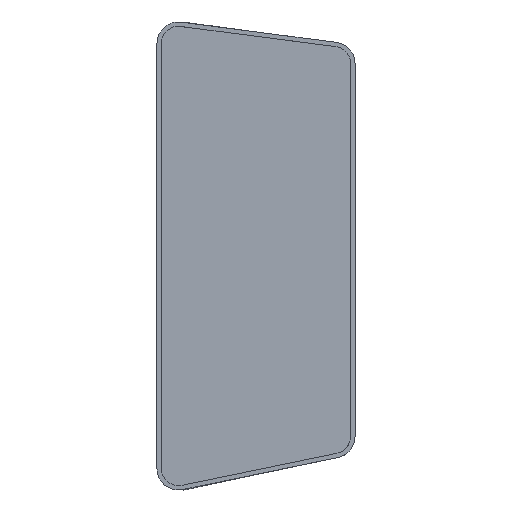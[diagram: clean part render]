
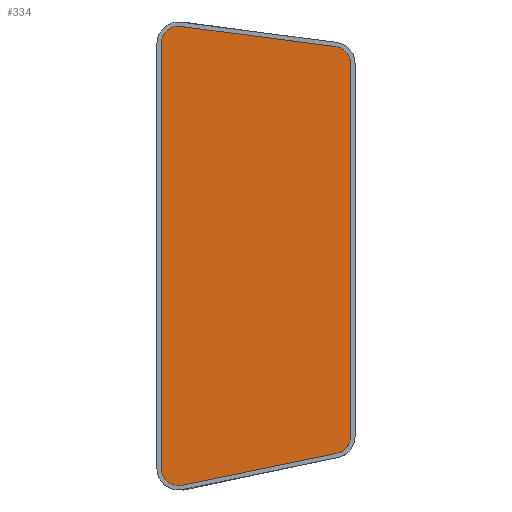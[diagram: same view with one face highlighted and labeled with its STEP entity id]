
A CAD part, top view. The second image highlights one B-rep face of the part: STEP entity #334.
In plain terms, the highlighted free-form (B-spline) face has degree [1, 1] with [2, 2] control points.
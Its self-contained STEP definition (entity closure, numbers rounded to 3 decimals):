
#19 = CARTESIAN_POINT ( 'NONE',  ( 27.582, 541.367, -5. ) ) ;
#53 = CARTESIAN_POINT ( 'NONE',  ( 207.995, 47.904, -5. ) ) ;
#69 = CARTESIAN_POINT ( 'NONE',  ( 29.031, 11.079, -5. ) ) ;
#91 = EDGE_LOOP ( 'NONE', ( #207, #2042, #2359, #737, #2453, #1023, #1179, #2737 ) ) ;
#144 = CARTESIAN_POINT ( 'NONE',  ( 223.964, 544.719, -5. ) ) ;
#207 = ORIENTED_EDGE ( 'NONE', *, *, #3196, .T. ) ;
#217 = CARTESIAN_POINT ( 'NONE',  ( 5., 521.534, -5. ) ) ;
#334 = ADVANCED_FACE ( 'NONE', ( #2083 ), #2676, .T. ) ;
#507 = CARTESIAN_POINT ( 'NONE',  ( 223.964, 498.233, -5. ) ) ;
#601 = CARTESIAN_POINT ( 'NONE',  ( 29.031, 11.079, -5. ) ) ;
#617 = CARTESIAN_POINT ( 'NONE',  ( 29.031, 11.079, -5. ) ) ;
#638 = VERTEX_POINT ( 'NONE', #1566 ) ;
#661 = EDGE_CURVE ( 'NONE', #1109, #2516, #1741, .T. ) ;
#701 = B_SPLINE_CURVE_WITH_KNOTS ( 'NONE', 1,
 ( #1539, #2259 ),
 .UNSPECIFIED., .F., .F.,
 ( 2, 2 ),
 ( 0., 1. ),
 .UNSPECIFIED. ) ;
#737 = ORIENTED_EDGE ( 'NONE', *, *, #1958, .F. ) ;
#775 = CARTESIAN_POINT ( 'NONE',  ( 223.964, 498.233, -5. ) ) ;
#800 = CARTESIAN_POINT ( 'NONE',  ( 207.995, 47.904, -5. ) ) ;
#859 = CARTESIAN_POINT ( 'NONE',  ( 27.582, 541.367, -5. ) ) ;
#879 = CARTESIAN_POINT ( 'NONE',  ( 206.547, 518.066, -5. ) ) ;
#896 = CARTESIAN_POINT ( 'NONE',  ( 5., 16.972, -5. ) ) ;
#902 = B_SPLINE_CURVE_WITH_KNOTS ( 'NONE', 1,
 ( #217, #1213 ),
 .UNSPECIFIED., .F., .F.,
 ( 2, 2 ),
 ( 0., 1. ),
 .UNSPECIFIED. ) ;
#1023 = ORIENTED_EDGE ( 'NONE', *, *, #1234, .F. ) ;
#1109 = VERTEX_POINT ( 'NONE', #879 ) ;
#1156 = CARTESIAN_POINT ( 'NONE',  ( 14.735, 543.039, -5. ) ) ;
#1179 = ORIENTED_EDGE ( 'NONE', *, *, #3117, .T. ) ;
#1213 = CARTESIAN_POINT ( 'NONE',  ( 5., 30.668, -5. ) ) ;
#1234 = EDGE_CURVE ( 'NONE', #1243, #638, #1468, .T. ) ;
#1243 = VERTEX_POINT ( 'NONE', #601 ) ;
#1257 = VERTEX_POINT ( 'NONE', #1370 ) ;
#1300 = CARTESIAN_POINT ( 'NONE',  ( 223.964, 67.494, -5. ) ) ;
#1368 = CARTESIAN_POINT ( 'NONE',  ( 223.964, 7.483, -5. ) ) ;
#1370 = CARTESIAN_POINT ( 'NONE',  ( 223.964, 67.494, -5. ) ) ;
#1427 = CARTESIAN_POINT ( 'NONE',  ( 27.582, 541.367, -5. ) ) ;
#1468 =( BOUNDED_CURVE ( )  B_SPLINE_CURVE ( 3, ( #617, #3124, #896, #1906 ),
 .UNSPECIFIED., .F., .T. ) 
 B_SPLINE_CURVE_WITH_KNOTS ( ( 4, 4 ),
 ( -4.915, -3.142 ),
 .UNSPECIFIED. ) 
 CURVE ( )  GEOMETRIC_REPRESENTATION_ITEM ( )  RATIONAL_B_SPLINE_CURVE ( ( 1., 0.755, 0.755, 1. ) ) 
 REPRESENTATION_ITEM ( '' )  );
#1488 = EDGE_CURVE ( 'NONE', #1109, #3137, #2996, .T. ) ;
#1518 = CARTESIAN_POINT ( 'NONE',  ( 206.547, 518.066, -5. ) ) ;
#1539 = CARTESIAN_POINT ( 'NONE',  ( 223.964, 67.494, -5. ) ) ;
#1566 = CARTESIAN_POINT ( 'NONE',  ( 5., 30.668, -5. ) ) ;
#1571 = CARTESIAN_POINT ( 'NONE',  ( 88.686, 23.354, -5. ) ) ;
#1741 = B_SPLINE_CURVE_WITH_KNOTS ( 'NONE', 3,
 ( #1518, #2492, #1745, #19 ),
 .UNSPECIFIED., .F., .F.,
 ( 4, 4 ),
 ( 0., 1. ),
 .UNSPECIFIED. ) ;
#1745 = CARTESIAN_POINT ( 'NONE',  ( 87.237, 533.6, -5. ) ) ;
#1825 = CARTESIAN_POINT ( 'NONE',  ( 206.547, 518.066, -5. ) ) ;
#1867 = VERTEX_POINT ( 'NONE', #2112 ) ;
#1889 = CARTESIAN_POINT ( 'NONE',  ( 5., 521.534, -5. ) ) ;
#1892 = CARTESIAN_POINT ( 'NONE',  ( 5., 544.719, -5. ) ) ;
#1906 = CARTESIAN_POINT ( 'NONE',  ( 5., 30.668, -5. ) ) ;
#1956 = B_SPLINE_CURVE_WITH_KNOTS ( 'NONE', 3,
 ( #69, #1571, #2069, #800 ),
 .UNSPECIFIED., .F., .F.,
 ( 4, 4 ),
 ( 0., 1. ),
 .UNSPECIFIED. ) ;
#1958 = EDGE_CURVE ( 'NONE', #1867, #2516, #2011, .T. ) ;
#2011 =( BOUNDED_CURVE ( )  B_SPLINE_CURVE ( 3, ( #1889, #2354, #1156, #859 ),
 .UNSPECIFIED., .F., .T. ) 
 B_SPLINE_CURVE_WITH_KNOTS ( ( 4, 4 ),
 ( -3.142, -1.441 ),
 .UNSPECIFIED. ) 
 CURVE ( )  GEOMETRIC_REPRESENTATION_ITEM ( )  RATIONAL_B_SPLINE_CURVE ( ( 1., 0.773, 0.773, 1. ) ) 
 REPRESENTATION_ITEM ( '' )  );
#2042 = ORIENTED_EDGE ( 'NONE', *, *, #1488, .F. ) ;
#2069 = CARTESIAN_POINT ( 'NONE',  ( 148.341, 35.629, -5. ) ) ;
#2083 = FACE_OUTER_BOUND ( 'NONE', #91, .T. ) ;
#2112 = CARTESIAN_POINT ( 'NONE',  ( 5., 521.534, -5. ) ) ;
#2251 = EDGE_CURVE ( 'NONE', #1867, #638, #902, .T. ) ;
#2259 = CARTESIAN_POINT ( 'NONE',  ( 223.964, 498.233, -5. ) ) ;
#2354 = CARTESIAN_POINT ( 'NONE',  ( 5., 534.49, -5. ) ) ;
#2359 = ORIENTED_EDGE ( 'NONE', *, *, #661, .T. ) ;
#2405 = EDGE_CURVE ( 'NONE', #1257, #3010, #3044, .T. ) ;
#2453 = ORIENTED_EDGE ( 'NONE', *, *, #2251, .T. ) ;
#2492 = CARTESIAN_POINT ( 'NONE',  ( 146.892, 525.833, -5. ) ) ;
#2516 = VERTEX_POINT ( 'NONE', #1427 ) ;
#2676 = B_SPLINE_SURFACE_WITH_KNOTS ( 'NONE', 1, 1, ( 
 ( #144, #1368 ),
 ( #1892, #2864 ) ),
 .UNSPECIFIED., .F., .F., .F.,
 ( 2, 2 ),
 ( 2, 2 ),
 ( 0., 1. ),
 ( 0., 1. ),
 .UNSPECIFIED. ) ;
#2731 = CARTESIAN_POINT ( 'NONE',  ( 223.964, 57.583, -5. ) ) ;
#2737 = ORIENTED_EDGE ( 'NONE', *, *, #2405, .F. ) ;
#2864 = CARTESIAN_POINT ( 'NONE',  ( 5., 7.483, -5. ) ) ;
#2976 = CARTESIAN_POINT ( 'NONE',  ( 223.964, 508.78, -5. ) ) ;
#2985 = CARTESIAN_POINT ( 'NONE',  ( 217.703, 49.902, -5. ) ) ;
#2996 =( BOUNDED_CURVE ( )  B_SPLINE_CURVE ( 3, ( #1825, #3014, #2976, #775 ),
 .UNSPECIFIED., .F., .T. ) 
 B_SPLINE_CURVE_WITH_KNOTS ( ( 4, 4 ),
 ( -1.441, 0. ),
 .UNSPECIFIED. ) 
 CURVE ( )  GEOMETRIC_REPRESENTATION_ITEM ( )  RATIONAL_B_SPLINE_CURVE ( ( 1., 0.834, 0.834, 1. ) ) 
 REPRESENTATION_ITEM ( '' )  );
#3010 = VERTEX_POINT ( 'NONE', #3114 ) ;
#3014 = CARTESIAN_POINT ( 'NONE',  ( 217.005, 516.704, -5. ) ) ;
#3044 =( BOUNDED_CURVE ( )  B_SPLINE_CURVE ( 3, ( #1300, #2731, #2985, #53 ),
 .UNSPECIFIED., .F., .T. ) 
 B_SPLINE_CURVE_WITH_KNOTS ( ( 4, 4 ),
 ( -6.283, -4.915 ),
 .UNSPECIFIED. ) 
 CURVE ( )  GEOMETRIC_REPRESENTATION_ITEM ( )  RATIONAL_B_SPLINE_CURVE ( ( 1., 0.85, 0.85, 1. ) ) 
 REPRESENTATION_ITEM ( '' )  );
#3114 = CARTESIAN_POINT ( 'NONE',  ( 207.995, 47.904, -5. ) ) ;
#3117 = EDGE_CURVE ( 'NONE', #1243, #3010, #1956, .T. ) ;
#3124 = CARTESIAN_POINT ( 'NONE',  ( 15.616, 8.318, -5. ) ) ;
#3137 = VERTEX_POINT ( 'NONE', #507 ) ;
#3196 = EDGE_CURVE ( 'NONE', #1257, #3137, #701, .T. ) ;
